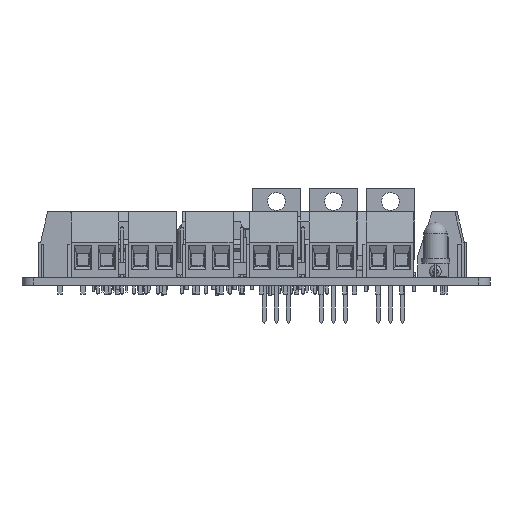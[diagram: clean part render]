
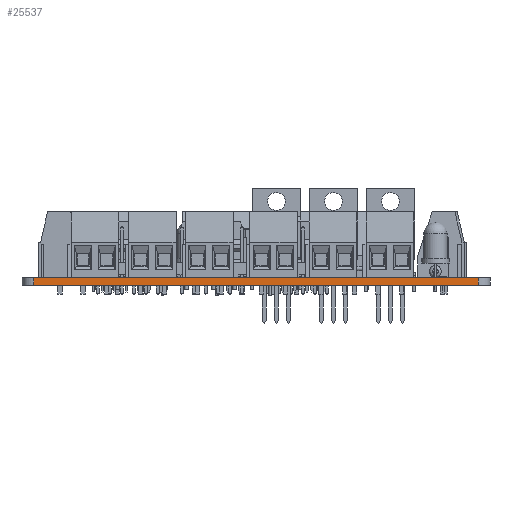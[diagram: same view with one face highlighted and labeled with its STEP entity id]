
A CAD part, left-side view. The second image highlights one B-rep face of the part: STEP entity #25537.
In plain terms, the highlighted planar face has unit normal (-1, 0, 0).
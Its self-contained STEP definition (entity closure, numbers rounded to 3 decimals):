
#22479 = VERTEX_POINT('',#22480);
#22480 = CARTESIAN_POINT('',(41.5,-44.5,0.));
#22486 = EDGE_CURVE('',#22487,#22479,#22489,.T.);
#22487 = VERTEX_POINT('',#22488);
#22488 = CARTESIAN_POINT('',(41.5,-138.,0.));
#22489 = LINE('',#22490,#22491);
#22490 = CARTESIAN_POINT('',(41.5,-138.,0.));
#22491 = VECTOR('',#22492,1.);
#22492 = DIRECTION('',(0.,1.,0.));
#23982 = VERTEX_POINT('',#23983);
#23983 = CARTESIAN_POINT('',(41.5,-44.5,1.6));
#23989 = EDGE_CURVE('',#23990,#23982,#23992,.T.);
#23990 = VERTEX_POINT('',#23991);
#23991 = CARTESIAN_POINT('',(41.5,-138.,1.6));
#23992 = LINE('',#23993,#23994);
#23993 = CARTESIAN_POINT('',(41.5,-138.,1.6));
#23994 = VECTOR('',#23995,1.);
#23995 = DIRECTION('',(0.,1.,0.));
#25507 = EDGE_CURVE('',#22479,#23982,#25508,.T.);
#25508 = LINE('',#25509,#25510);
#25509 = CARTESIAN_POINT('',(41.5,-44.5,0.));
#25510 = VECTOR('',#25511,1.);
#25511 = DIRECTION('',(0.,0.,1.));
#25537 = ADVANCED_FACE('',(#25538),#25549,.T.);
#25538 = FACE_BOUND('',#25539,.T.);
#25539 = EDGE_LOOP('',(#25540,#25546,#25547,#25548));
#25540 = ORIENTED_EDGE('',*,*,#25541,.T.);
#25541 = EDGE_CURVE('',#22487,#23990,#25542,.T.);
#25542 = LINE('',#25543,#25544);
#25543 = CARTESIAN_POINT('',(41.5,-138.,0.));
#25544 = VECTOR('',#25545,1.);
#25545 = DIRECTION('',(0.,0.,1.));
#25546 = ORIENTED_EDGE('',*,*,#23989,.T.);
#25547 = ORIENTED_EDGE('',*,*,#25507,.F.);
#25548 = ORIENTED_EDGE('',*,*,#22486,.F.);
#25549 = PLANE('',#25550);
#25550 = AXIS2_PLACEMENT_3D('',#25551,#25552,#25553);
#25551 = CARTESIAN_POINT('',(41.5,-138.,0.));
#25552 = DIRECTION('',(-1.,0.,0.));
#25553 = DIRECTION('',(0.,1.,0.));
